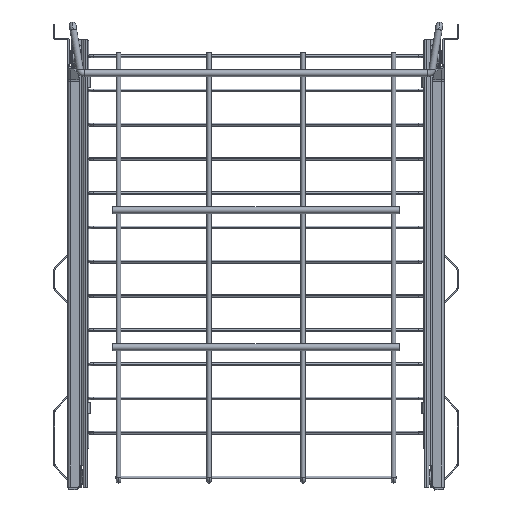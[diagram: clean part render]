
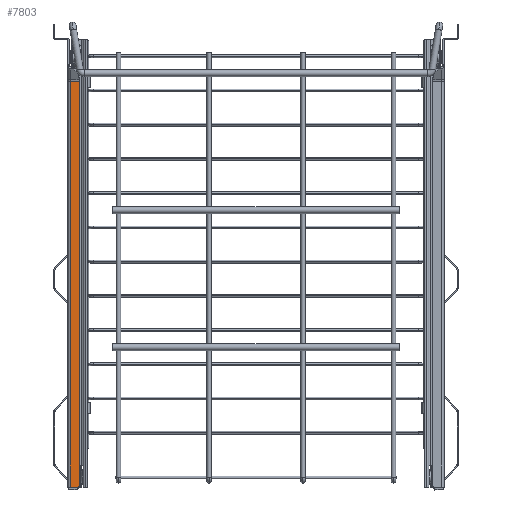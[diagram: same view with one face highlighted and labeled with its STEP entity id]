
A CAD part, front view. The second image highlights one B-rep face of the part: STEP entity #7803.
In plain terms, the highlighted planar face has unit normal (0, -1, 0).
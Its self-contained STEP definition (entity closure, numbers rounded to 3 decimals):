
#291 = DIRECTION ( 'NONE',  ( 0., 0., -1. ) ) ;
#895 = LINE ( 'NONE', #21689, #7025 ) ;
#934 = VERTEX_POINT ( 'NONE', #26125 ) ;
#1068 = EDGE_CURVE ( 'NONE', #934, #3807, #15422, .T. ) ;
#2157 = CIRCLE ( 'NONE', #23587, 1. ) ;
#2405 = DIRECTION ( 'NONE',  ( 0., 0., 1. ) ) ;
#2474 = DIRECTION ( 'NONE',  ( 0., 0., 1. ) ) ;
#3807 = VERTEX_POINT ( 'NONE', #25735 ) ;
#4227 = CARTESIAN_POINT ( 'NONE',  ( -166.729, -11.1, 0. ) ) ;
#4385 = VECTOR ( 'NONE', #2405, 1000. ) ;
#4804 = ORIENTED_EDGE ( 'NONE', *, *, #6411, .T. ) ;
#5001 = LINE ( 'NONE', #14662, #26044 ) ;
#5256 = VERTEX_POINT ( 'NONE', #10374 ) ;
#6040 = VECTOR ( 'NONE', #25139, 1000. ) ;
#6411 = EDGE_CURVE ( 'NONE', #18395, #30289, #5001, .T. ) ;
#7025 = VECTOR ( 'NONE', #291, 1000. ) ;
#7803 = ADVANCED_FACE ( 'NONE', ( #16348 ), #18701, .F. ) ;
#8241 = EDGE_CURVE ( 'NONE', #18395, #934, #24245, .T. ) ;
#9650 = EDGE_LOOP ( 'NONE', ( #18799, #25760, #27944, #22632, #4804 ) ) ;
#10374 = CARTESIAN_POINT ( 'NONE',  ( 200.56, -11.1, 8.2 ) ) ;
#13283 = DIRECTION ( 'NONE',  ( 0., 0., 1. ) ) ;
#14662 = CARTESIAN_POINT ( 'NONE',  ( -166.729, -11.1, 1. ) ) ;
#15422 = LINE ( 'NONE', #22768, #6040 ) ;
#16348 = FACE_OUTER_BOUND ( 'NONE', #9650, .T. ) ;
#16509 = DIRECTION ( 'NONE',  ( 0., 1., 0. ) ) ;
#18395 = VERTEX_POINT ( 'NONE', #19807 ) ;
#18701 = PLANE ( 'NONE',  #23281 ) ;
#18799 = ORIENTED_EDGE ( 'NONE', *, *, #24710, .F. ) ;
#19807 = CARTESIAN_POINT ( 'NONE',  ( -166.729, -11.1, 1. ) ) ;
#21689 = CARTESIAN_POINT ( 'NONE',  ( 200.56, -11.1, 30. ) ) ;
#22483 = DIRECTION ( 'NONE',  ( 0., -1., 0. ) ) ;
#22632 = ORIENTED_EDGE ( 'NONE', *, *, #8241, .F. ) ;
#22768 = CARTESIAN_POINT ( 'NONE',  ( -166.729, -11.1, 9.2 ) ) ;
#23281 = AXIS2_PLACEMENT_3D ( 'NONE', #4227, #16509, #2474 ) ;
#23382 = CARTESIAN_POINT ( 'NONE',  ( 200.56, -11.1, 1. ) ) ;
#23587 = AXIS2_PLACEMENT_3D ( 'NONE', #27504, #22483, #13283 ) ;
#23776 = CARTESIAN_POINT ( 'NONE',  ( -166.729, -11.1, 0. ) ) ;
#24245 = LINE ( 'NONE', #23776, #4385 ) ;
#24710 = EDGE_CURVE ( 'NONE', #5256, #30289, #895, .T. ) ;
#24935 = DIRECTION ( 'NONE',  ( 1., 0., 0. ) ) ;
#25139 = DIRECTION ( 'NONE',  ( 1., 0., 0. ) ) ;
#25735 = CARTESIAN_POINT ( 'NONE',  ( 199.56, -11.1, 9.2 ) ) ;
#25760 = ORIENTED_EDGE ( 'NONE', *, *, #27415, .T. ) ;
#26044 = VECTOR ( 'NONE', #24935, 1000. ) ;
#26125 = CARTESIAN_POINT ( 'NONE',  ( -166.729, -11.1, 9.2 ) ) ;
#27415 = EDGE_CURVE ( 'NONE', #5256, #3807, #2157, .T. ) ;
#27504 = CARTESIAN_POINT ( 'NONE',  ( 199.56, -11.1, 8.2 ) ) ;
#27944 = ORIENTED_EDGE ( 'NONE', *, *, #1068, .F. ) ;
#30289 = VERTEX_POINT ( 'NONE', #23382 ) ;
